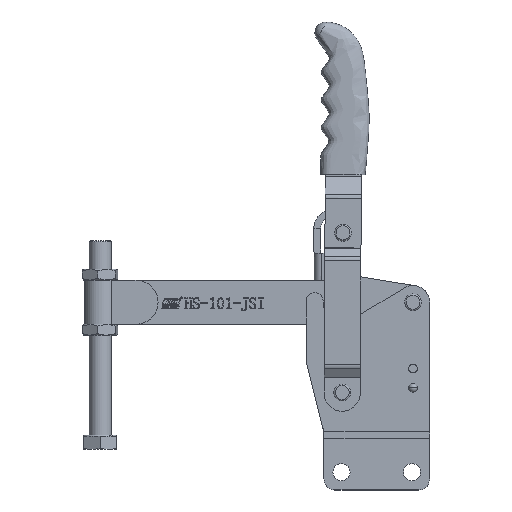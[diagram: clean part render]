
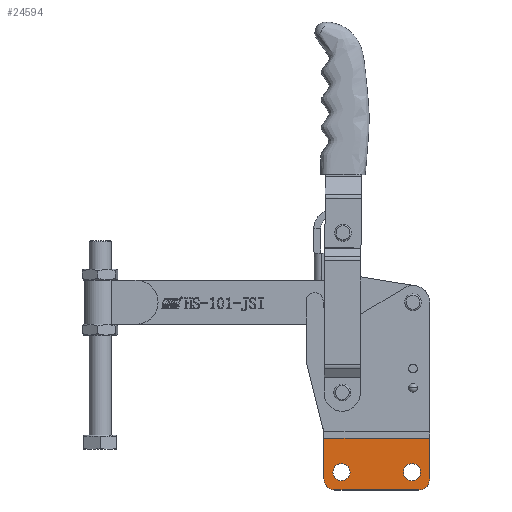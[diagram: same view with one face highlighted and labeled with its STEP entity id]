
A CAD part, top view. The second image highlights one B-rep face of the part: STEP entity #24594.
In plain terms, the highlighted planar face has unit normal (0, 0, 1).
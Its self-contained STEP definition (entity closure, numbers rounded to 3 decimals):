
#2929 = EDGE_CURVE ( 'NONE', #11434, #11431, #25885, .T. ) ;
#2932 = EDGE_CURVE ( 'NONE', #11441, #11434, #25883, .T. ) ;
#2936 = EDGE_CURVE ( 'NONE', #11486, #11488, #25895, .T. ) ;
#3050 = EDGE_CURVE ( 'NONE', #11492, #11494, #26072, .T. ) ;
#3051 = EDGE_CURVE ( 'NONE', #11436, #11442, #26075, .T. ) ;
#3052 = EDGE_CURVE ( 'NONE', #11431, #11440, #26076, .T. ) ;
#5446 = CARTESIAN_POINT ( 'NONE',  ( 0., -4.212, 5. ) ) ;
#5452 = DIRECTION ( 'NONE',  ( 1., 0., 0. ) ) ;
#5455 = CARTESIAN_POINT ( 'NONE',  ( 68.2, -33.312, 5. ) ) ;
#5456 = DIRECTION ( 'NONE',  ( 0., 0., -1. ) ) ;
#5457 = DIRECTION ( 'NONE',  ( 0., -1., 0. ) ) ;
#5975 = EDGE_CURVE ( 'NONE', #11440, #11436, #17243, .T. ) ;
#5978 = EDGE_CURVE ( 'NONE', #11442, #11441, #17246, .T. ) ;
#6125 = EDGE_CURVE ( 'NONE', #11488, #11486, #17327, .T. ) ;
#6146 = EDGE_CURVE ( 'NONE', #11494, #11492, #17343, .T. ) ;
#6300 = AXIS2_PLACEMENT_3D ( 'NONE', #15992, #15993, #15994 ) ;
#6303 = AXIS2_PLACEMENT_3D ( 'NONE', #16007, #16008, #16009 ) ;
#6419 = AXIS2_PLACEMENT_3D ( 'NONE', #16286, #16287, #16288 ) ;
#6821 = AXIS2_PLACEMENT_3D ( 'NONE', #5455, #5456, #5457 ) ;
#6882 = AXIS2_PLACEMENT_3D ( 'NONE', #22153, #22154, #22155 ) ;
#6891 = AXIS2_PLACEMENT_3D ( 'NONE', #22178, #22179, #22180 ) ;
#11431 = VERTEX_POINT ( 'NONE', #22729 ) ;
#11434 = VERTEX_POINT ( 'NONE', #22732 ) ;
#11436 = VERTEX_POINT ( 'NONE', #22734 ) ;
#11440 = VERTEX_POINT ( 'NONE', #22738 ) ;
#11441 = VERTEX_POINT ( 'NONE', #22739 ) ;
#11442 = VERTEX_POINT ( 'NONE', #22740 ) ;
#11486 = VERTEX_POINT ( 'NONE', #22775 ) ;
#11488 = VERTEX_POINT ( 'NONE', #22776 ) ;
#11492 = VERTEX_POINT ( 'NONE', #22779 ) ;
#11494 = VERTEX_POINT ( 'NONE', #22780 ) ;
#11644 = AXIS2_PLACEMENT_3D ( 'NONE', #21538, #21531, #21542 ) ;
#12567 = EDGE_LOOP ( 'NONE', ( #21759, #21783, #21743, #21741, #21744, #21739 ) ) ;
#12570 = EDGE_LOOP ( 'NONE', ( #21798, #21762 ) ) ;
#12574 = EDGE_LOOP ( 'NONE', ( #21789, #21795 ) ) ;
#15990 = CARTESIAN_POINT ( 'NONE',  ( 8., -41.312, 5. ) ) ;
#15992 = CARTESIAN_POINT ( 'NONE',  ( 8., -33.312, 5. ) ) ;
#15993 = DIRECTION ( 'NONE',  ( 0., 0., -1. ) ) ;
#15994 = DIRECTION ( 'NONE',  ( 0., -1., 0. ) ) ;
#15998 = DIRECTION ( 'NONE',  ( -1., 0., 0. ) ) ;
#16007 = CARTESIAN_POINT ( 'NONE',  ( 12.7, -28.512, 5. ) ) ;
#16008 = DIRECTION ( 'NONE',  ( 0., 0., -1. ) ) ;
#16009 = DIRECTION ( 'NONE',  ( 0., 1., 0. ) ) ;
#16280 = DIRECTION ( 'NONE',  ( 0., -1., 0. ) ) ;
#16284 = CARTESIAN_POINT ( 'NONE',  ( 0., -3.712, 5. ) ) ;
#16285 = CARTESIAN_POINT ( 'NONE',  ( 76.2, -33.312, 5. ) ) ;
#16286 = CARTESIAN_POINT ( 'NONE',  ( 63.5, -28.512, 5. ) ) ;
#16287 = DIRECTION ( 'NONE',  ( 0., 0., -1. ) ) ;
#16288 = DIRECTION ( 'NONE',  ( 0., 1., 0. ) ) ;
#16289 = DIRECTION ( 'NONE',  ( 0., 1., 0. ) ) ;
#17243 = LINE ( 'NONE', #5446, #17247 ) ;
#17246 = CIRCLE ( 'NONE', #6821, 8. ) ;
#17247 = VECTOR ( 'NONE', #5452, 1000. ) ;
#17327 = CIRCLE ( 'NONE', #6882, 6.15 ) ;
#17343 = CIRCLE ( 'NONE', #6891, 6.15 ) ;
#21531 = DIRECTION ( 'NONE',  ( 0., 0., 1. ) ) ;
#21538 = CARTESIAN_POINT ( 'NONE',  ( 68.2, -33.312, 5. ) ) ;
#21540 = PLANE ( 'NONE',  #11644 ) ;
#21542 = DIRECTION ( 'NONE',  ( 0., -1., 0. ) ) ;
#21739 = ORIENTED_EDGE ( 'NONE', *, *, #5978, .F. ) ;
#21741 = ORIENTED_EDGE ( 'NONE', *, *, #2929, .F. ) ;
#21743 = ORIENTED_EDGE ( 'NONE', *, *, #3052, .F. ) ;
#21744 = ORIENTED_EDGE ( 'NONE', *, *, #2932, .F. ) ;
#21759 = ORIENTED_EDGE ( 'NONE', *, *, #3051, .F. ) ;
#21762 = ORIENTED_EDGE ( 'NONE', *, *, #2936, .T. ) ;
#21783 = ORIENTED_EDGE ( 'NONE', *, *, #5975, .F. ) ;
#21789 = ORIENTED_EDGE ( 'NONE', *, *, #6146, .T. ) ;
#21795 = ORIENTED_EDGE ( 'NONE', *, *, #3050, .T. ) ;
#21798 = ORIENTED_EDGE ( 'NONE', *, *, #6125, .T. ) ;
#22153 = CARTESIAN_POINT ( 'NONE',  ( 12.7, -28.512, 5. ) ) ;
#22154 = DIRECTION ( 'NONE',  ( 0., 0., -1. ) ) ;
#22155 = DIRECTION ( 'NONE',  ( 0., 1., 0. ) ) ;
#22178 = CARTESIAN_POINT ( 'NONE',  ( 63.5, -28.512, 5. ) ) ;
#22179 = DIRECTION ( 'NONE',  ( 0., 0., -1. ) ) ;
#22180 = DIRECTION ( 'NONE',  ( 0., 1., 0. ) ) ;
#22729 = CARTESIAN_POINT ( 'NONE',  ( 0., -33.312, 5. ) ) ;
#22732 = CARTESIAN_POINT ( 'NONE',  ( 8., -41.312, 5. ) ) ;
#22734 = CARTESIAN_POINT ( 'NONE',  ( 76.2, -4.212, 5. ) ) ;
#22738 = CARTESIAN_POINT ( 'NONE',  ( 0., -4.212, 5. ) ) ;
#22739 = CARTESIAN_POINT ( 'NONE',  ( 68.2, -41.312, 5. ) ) ;
#22740 = CARTESIAN_POINT ( 'NONE',  ( 76.2, -33.312, 5. ) ) ;
#22775 = CARTESIAN_POINT ( 'NONE',  ( 12.7, -22.362, 5. ) ) ;
#22776 = CARTESIAN_POINT ( 'NONE',  ( 12.7, -34.662, 5. ) ) ;
#22779 = CARTESIAN_POINT ( 'NONE',  ( 63.5, -22.362, 5. ) ) ;
#22780 = CARTESIAN_POINT ( 'NONE',  ( 63.5, -34.662, 5. ) ) ;
#23610 = FACE_BOUND ( 'NONE', #12574, .T. ) ;
#23615 = FACE_OUTER_BOUND ( 'NONE', #12567, .T. ) ;
#23617 = FACE_BOUND ( 'NONE', #12570, .T. ) ;
#24594 = ADVANCED_FACE ( 'NONE', ( #23610, #23617, #23615 ), #21540, .T. ) ;
#25883 = LINE ( 'NONE', #15990, #25891 ) ;
#25885 = CIRCLE ( 'NONE', #6300, 8. ) ;
#25891 = VECTOR ( 'NONE', #15998, 1000. ) ;
#25895 = CIRCLE ( 'NONE', #6303, 6.15 ) ;
#26072 = CIRCLE ( 'NONE', #6419, 6.15 ) ;
#26075 = LINE ( 'NONE', #16285, #26078 ) ;
#26076 = LINE ( 'NONE', #16284, #26080 ) ;
#26078 = VECTOR ( 'NONE', #16280, 1000. ) ;
#26080 = VECTOR ( 'NONE', #16289, 1000. ) ;
